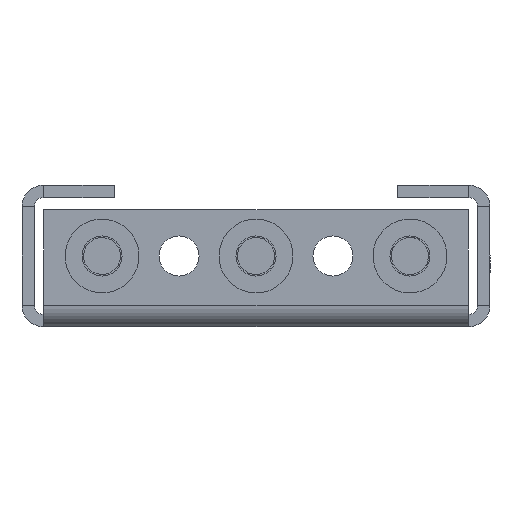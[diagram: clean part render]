
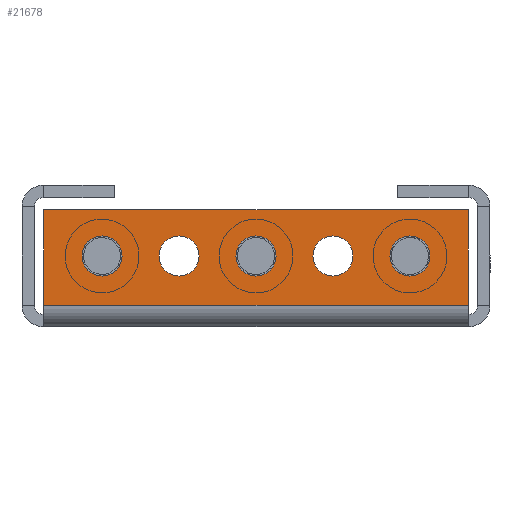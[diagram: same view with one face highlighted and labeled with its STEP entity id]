
A CAD part, left-side view. The second image highlights one B-rep face of the part: STEP entity #21678.
In plain terms, the highlighted planar face has unit normal (-1, 0, 0).
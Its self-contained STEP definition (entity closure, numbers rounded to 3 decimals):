
#18 = CARTESIAN_POINT ( 'NONE',  ( -261.5, 22., 12.75 ) ) ;
#284 = CIRCLE ( 'NONE', #11799, 3.25 ) ;
#408 = CARTESIAN_POINT ( 'NONE',  ( -261.5, 47., 12.75 ) ) ;
#715 = DIRECTION ( 'NONE',  ( 0., 0., 1. ) ) ;
#1213 = LINE ( 'NONE', #15523, #21702 ) ;
#1237 = VERTEX_POINT ( 'NONE', #5529 ) ;
#1855 = CIRCLE ( 'NONE', #16811, 3.25 ) ;
#1905 = DIRECTION ( 'NONE',  ( -1., 0., 0. ) ) ;
#2956 = VECTOR ( 'NONE', #6411, 1000. ) ;
#3031 = EDGE_CURVE ( 'NONE', #22339, #25850, #11628, .T. ) ;
#3442 = DIRECTION ( 'NONE',  ( 0., 0., -1. ) ) ;
#3465 = DIRECTION ( 'NONE',  ( -1., 0., 0. ) ) ;
#3709 = FACE_BOUND ( 'NONE', #19725, .T. ) ;
#3920 = CARTESIAN_POINT ( 'NONE',  ( -261.5, 47., 9.5 ) ) ;
#4021 = CARTESIAN_POINT ( 'NONE',  ( -261.5, 69., 1.5 ) ) ;
#4084 = VECTOR ( 'NONE', #24201, 1000. ) ;
#4087 = AXIS2_PLACEMENT_3D ( 'NONE', #17317, #25481, #23084 ) ;
#5042 = CARTESIAN_POINT ( 'NONE',  ( -261.5, 0., 1.5 ) ) ;
#5220 = CARTESIAN_POINT ( 'NONE',  ( -261.5, 0., 17. ) ) ;
#5299 = AXIS2_PLACEMENT_3D ( 'NONE', #3920, #1905, #18230 ) ;
#5311 = CIRCLE ( 'NONE', #20277, 3.25 ) ;
#5455 = AXIS2_PLACEMENT_3D ( 'NONE', #16870, #24655, #12724 ) ;
#5529 = CARTESIAN_POINT ( 'NONE',  ( -261.5, 22., 6.25 ) ) ;
#5734 = CIRCLE ( 'NONE', #5299, 3.25 ) ;
#5883 = CIRCLE ( 'NONE', #11008, 3.25 ) ;
#5983 = FACE_BOUND ( 'NONE', #8015, .T. ) ;
#6295 = DIRECTION ( 'NONE',  ( 0., 0., 1. ) ) ;
#6325 = CIRCLE ( 'NONE', #5455, 3.25 ) ;
#6411 = DIRECTION ( 'NONE',  ( 0., -1., 0. ) ) ;
#6495 = DIRECTION ( 'NONE',  ( 0., 0., -1. ) ) ;
#6687 = ORIENTED_EDGE ( 'NONE', *, *, #17057, .F. ) ;
#6861 = CARTESIAN_POINT ( 'NONE',  ( -261.5, 9.5, 12.75 ) ) ;
#7013 = EDGE_LOOP ( 'NONE', ( #16490, #11084 ) ) ;
#7583 = ORIENTED_EDGE ( 'NONE', *, *, #10065, .F. ) ;
#7585 = PLANE ( 'NONE',  #10210 ) ;
#7625 = DIRECTION ( 'NONE',  ( 0., 0., 1. ) ) ;
#7629 = CARTESIAN_POINT ( 'NONE',  ( -261.5, 47., 6.25 ) ) ;
#7703 = AXIS2_PLACEMENT_3D ( 'NONE', #9362, #3465, #21546 ) ;
#7864 = CARTESIAN_POINT ( 'NONE',  ( -261.5, 0., 0. ) ) ;
#8015 = EDGE_LOOP ( 'NONE', ( #12699, #9500 ) ) ;
#8427 = LINE ( 'NONE', #4021, #2956 ) ;
#9290 = CIRCLE ( 'NONE', #9707, 3.25 ) ;
#9362 = CARTESIAN_POINT ( 'NONE',  ( -261.5, 47., 9.5 ) ) ;
#9375 = EDGE_CURVE ( 'NONE', #19823, #12398, #1855, .T. ) ;
#9500 = ORIENTED_EDGE ( 'NONE', *, *, #23614, .F. ) ;
#9627 = VERTEX_POINT ( 'NONE', #18511 ) ;
#9635 = CARTESIAN_POINT ( 'NONE',  ( -261.5, 59.5, 9.5 ) ) ;
#9707 = AXIS2_PLACEMENT_3D ( 'NONE', #16578, #14576, #22869 ) ;
#9910 = DIRECTION ( 'NONE',  ( 0., -1., 0. ) ) ;
#10065 = EDGE_CURVE ( 'NONE', #10109, #9627, #5311, .T. ) ;
#10109 = VERTEX_POINT ( 'NONE', #25152 ) ;
#10179 = VERTEX_POINT ( 'NONE', #408 ) ;
#10210 = AXIS2_PLACEMENT_3D ( 'NONE', #14008, #15743, #3442 ) ;
#10892 = CARTESIAN_POINT ( 'NONE',  ( -261.5, 59.5, 9.5 ) ) ;
#11008 = AXIS2_PLACEMENT_3D ( 'NONE', #9635, #19939, #7625 ) ;
#11084 = ORIENTED_EDGE ( 'NONE', *, *, #15272, .F. ) ;
#11365 = CARTESIAN_POINT ( 'NONE',  ( -261.5, 9.5, 6.25 ) ) ;
#11540 = EDGE_CURVE ( 'NONE', #10179, #16985, #19259, .T. ) ;
#11628 = CIRCLE ( 'NONE', #19341, 3.25 ) ;
#11799 = AXIS2_PLACEMENT_3D ( 'NONE', #16663, #20287, #6495 ) ;
#11894 = ORIENTED_EDGE ( 'NONE', *, *, #11540, .F. ) ;
#12398 = VERTEX_POINT ( 'NONE', #20401 ) ;
#12656 = VECTOR ( 'NONE', #9910, 1000. ) ;
#12699 = ORIENTED_EDGE ( 'NONE', *, *, #19216, .F. ) ;
#12705 = DIRECTION ( 'NONE',  ( -1., 0., 0. ) ) ;
#12724 = DIRECTION ( 'NONE',  ( 0., 0., -1. ) ) ;
#12799 = ORIENTED_EDGE ( 'NONE', *, *, #22750, .F. ) ;
#13085 = ORIENTED_EDGE ( 'NONE', *, *, #3031, .F. ) ;
#13252 = DIRECTION ( 'NONE',  ( -1., 0., 0. ) ) ;
#13376 = DIRECTION ( 'NONE',  ( 0., 0., 1. ) ) ;
#14008 = CARTESIAN_POINT ( 'NONE',  ( -261.5, 69., 0. ) ) ;
#14167 = EDGE_CURVE ( 'NONE', #18814, #18880, #8427, .T. ) ;
#14424 = CARTESIAN_POINT ( 'NONE',  ( -261.5, 69., 1.5 ) ) ;
#14576 = DIRECTION ( 'NONE',  ( -1., 0., 0. ) ) ;
#14992 = EDGE_CURVE ( 'NONE', #25850, #22339, #6325, .T. ) ;
#15112 = EDGE_CURVE ( 'NONE', #18814, #20691, #1213, .T. ) ;
#15170 = CIRCLE ( 'NONE', #4087, 3.25 ) ;
#15180 = CARTESIAN_POINT ( 'NONE',  ( -261.5, 69., 17. ) ) ;
#15272 = EDGE_CURVE ( 'NONE', #12398, #19823, #5883, .T. ) ;
#15523 = CARTESIAN_POINT ( 'NONE',  ( -261.5, 69., 0. ) ) ;
#15743 = DIRECTION ( 'NONE',  ( 1., 0., 0. ) ) ;
#15876 = FACE_BOUND ( 'NONE', #26288, .T. ) ;
#16490 = ORIENTED_EDGE ( 'NONE', *, *, #9375, .F. ) ;
#16578 = CARTESIAN_POINT ( 'NONE',  ( -261.5, 34.5, 9.5 ) ) ;
#16663 = CARTESIAN_POINT ( 'NONE',  ( -261.5, 22., 9.5 ) ) ;
#16811 = AXIS2_PLACEMENT_3D ( 'NONE', #10892, #19064, #715 ) ;
#16870 = CARTESIAN_POINT ( 'NONE',  ( -261.5, 9.5, 9.5 ) ) ;
#16985 = VERTEX_POINT ( 'NONE', #7629 ) ;
#17057 = EDGE_CURVE ( 'NONE', #20691, #19765, #22225, .T. ) ;
#17317 = CARTESIAN_POINT ( 'NONE',  ( -261.5, 22., 9.5 ) ) ;
#17630 = EDGE_LOOP ( 'NONE', ( #18021, #6687, #23058, #18250 ) ) ;
#17759 = FACE_BOUND ( 'NONE', #18046, .T. ) ;
#17848 = ORIENTED_EDGE ( 'NONE', *, *, #14992, .F. ) ;
#18021 = ORIENTED_EDGE ( 'NONE', *, *, #18600, .T. ) ;
#18046 = EDGE_LOOP ( 'NONE', ( #21273, #7583 ) ) ;
#18230 = DIRECTION ( 'NONE',  ( 0., 0., 1. ) ) ;
#18250 = ORIENTED_EDGE ( 'NONE', *, *, #14167, .T. ) ;
#18511 = CARTESIAN_POINT ( 'NONE',  ( -261.5, 34.5, 6.25 ) ) ;
#18600 = EDGE_CURVE ( 'NONE', #18880, #19765, #23932, .T. ) ;
#18814 = VERTEX_POINT ( 'NONE', #14424 ) ;
#18880 = VERTEX_POINT ( 'NONE', #5042 ) ;
#19064 = DIRECTION ( 'NONE',  ( -1., 0., 0. ) ) ;
#19216 = EDGE_CURVE ( 'NONE', #1237, #23549, #284, .T. ) ;
#19259 = CIRCLE ( 'NONE', #7703, 3.25 ) ;
#19280 = CARTESIAN_POINT ( 'NONE',  ( -261.5, 59.5, 6.25 ) ) ;
#19341 = AXIS2_PLACEMENT_3D ( 'NONE', #23449, #13252, #21437 ) ;
#19725 = EDGE_LOOP ( 'NONE', ( #12799, #11894 ) ) ;
#19765 = VERTEX_POINT ( 'NONE', #5220 ) ;
#19823 = VERTEX_POINT ( 'NONE', #19280 ) ;
#19939 = DIRECTION ( 'NONE',  ( -1., 0., 0. ) ) ;
#20111 = EDGE_CURVE ( 'NONE', #9627, #10109, #9290, .T. ) ;
#20277 = AXIS2_PLACEMENT_3D ( 'NONE', #22887, #12705, #6295 ) ;
#20287 = DIRECTION ( 'NONE',  ( -1., 0., 0. ) ) ;
#20401 = CARTESIAN_POINT ( 'NONE',  ( -261.5, 59.5, 12.75 ) ) ;
#20691 = VERTEX_POINT ( 'NONE', #15180 ) ;
#21273 = ORIENTED_EDGE ( 'NONE', *, *, #20111, .F. ) ;
#21437 = DIRECTION ( 'NONE',  ( 0., 0., -1. ) ) ;
#21546 = DIRECTION ( 'NONE',  ( 0., 0., 1. ) ) ;
#21678 = ADVANCED_FACE ( 'NONE', ( #25794, #21777, #3709, #15876, #17759, #5983 ), #7585, .F. ) ;
#21692 = CARTESIAN_POINT ( 'NONE',  ( -261.5, 69., 17. ) ) ;
#21702 = VECTOR ( 'NONE', #13376, 1000. ) ;
#21777 = FACE_BOUND ( 'NONE', #7013, .T. ) ;
#22225 = LINE ( 'NONE', #21692, #12656 ) ;
#22339 = VERTEX_POINT ( 'NONE', #6861 ) ;
#22750 = EDGE_CURVE ( 'NONE', #16985, #10179, #5734, .T. ) ;
#22869 = DIRECTION ( 'NONE',  ( 0., 0., 1. ) ) ;
#22887 = CARTESIAN_POINT ( 'NONE',  ( -261.5, 34.5, 9.5 ) ) ;
#23058 = ORIENTED_EDGE ( 'NONE', *, *, #15112, .F. ) ;
#23084 = DIRECTION ( 'NONE',  ( 0., 0., -1. ) ) ;
#23449 = CARTESIAN_POINT ( 'NONE',  ( -261.5, 9.5, 9.5 ) ) ;
#23549 = VERTEX_POINT ( 'NONE', #18 ) ;
#23614 = EDGE_CURVE ( 'NONE', #23549, #1237, #15170, .T. ) ;
#23932 = LINE ( 'NONE', #7864, #4084 ) ;
#24201 = DIRECTION ( 'NONE',  ( 0., 0., 1. ) ) ;
#24655 = DIRECTION ( 'NONE',  ( -1., 0., 0. ) ) ;
#25152 = CARTESIAN_POINT ( 'NONE',  ( -261.5, 34.5, 12.75 ) ) ;
#25481 = DIRECTION ( 'NONE',  ( -1., 0., 0. ) ) ;
#25794 = FACE_OUTER_BOUND ( 'NONE', #17630, .T. ) ;
#25850 = VERTEX_POINT ( 'NONE', #11365 ) ;
#26288 = EDGE_LOOP ( 'NONE', ( #17848, #13085 ) ) ;
